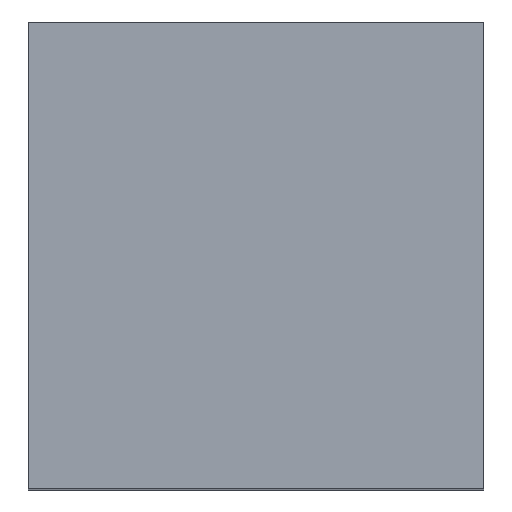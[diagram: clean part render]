
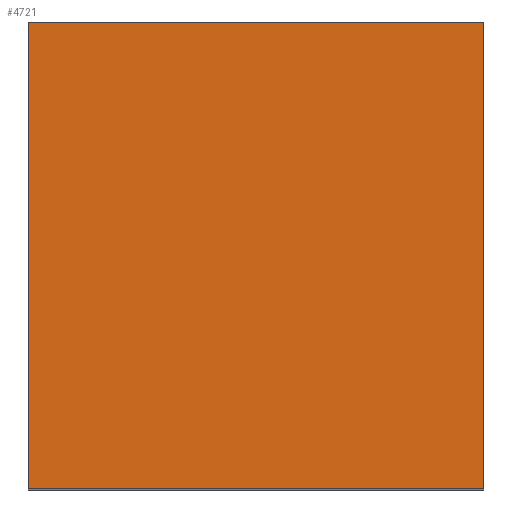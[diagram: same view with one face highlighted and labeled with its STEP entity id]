
A CAD part, top view. The second image highlights one B-rep face of the part: STEP entity #4721.
In plain terms, the highlighted planar face has unit normal (0, 0, 1).
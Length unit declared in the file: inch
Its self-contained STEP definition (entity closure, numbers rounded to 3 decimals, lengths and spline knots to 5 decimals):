
#1823=DIRECTION('',(0.,-1.,0.));
#1824=VECTOR('',#1823,2.5);
#1825=CARTESIAN_POINT('',(0.,0.,3.844));
#1826=LINE('',#1825,#1824);
#1827=DIRECTION('',(-1.,0.,0.));
#1828=VECTOR('',#1827,2.438);
#1829=CARTESIAN_POINT('',(2.438,0.,3.844));
#1830=LINE('',#1829,#1828);
#1831=DIRECTION('',(0.,1.,0.));
#1832=VECTOR('',#1831,2.5);
#1833=CARTESIAN_POINT('',(2.438,-2.5,3.844));
#1834=LINE('',#1833,#1832);
#1835=DIRECTION('',(1.,0.,0.));
#1836=VECTOR('',#1835,2.438);
#1837=CARTESIAN_POINT('',(0.,-2.5,3.844));
#1838=LINE('',#1837,#1836);
#3511=CARTESIAN_POINT('',(0.,0.,3.844));
#3512=CARTESIAN_POINT('',(0.,-2.5,3.844));
#3513=VERTEX_POINT('',#3511);
#3514=VERTEX_POINT('',#3512);
#3515=CARTESIAN_POINT('',(2.438,-2.5,3.844));
#3516=VERTEX_POINT('',#3515);
#3517=CARTESIAN_POINT('',(2.438,0.,3.844));
#3518=VERTEX_POINT('',#3517);
#4709=CARTESIAN_POINT('',(0.,0.,3.844));
#4710=DIRECTION('',(0.,0.,1.));
#4711=DIRECTION('',(1.,0.,0.));
#4712=AXIS2_PLACEMENT_3D('',#4709,#4710,#4711);
#4713=PLANE('',#4712);
#4714=ORIENTED_EDGE('',*,*,#4599,.F.);
#4715=ORIENTED_EDGE('',*,*,#4703,.F.);
#4716=ORIENTED_EDGE('',*,*,#4246,.F.);
#4718=ORIENTED_EDGE('',*,*,#4717,.F.);
#4719=EDGE_LOOP('',(#4714,#4715,#4716,#4718));
#4720=FACE_OUTER_BOUND('',#4719,.F.);
#4721=ADVANCED_FACE('',(#4720),#4713,.T.);
#4246=EDGE_CURVE('',#3516,#3518,#1834,.T.);
#4599=EDGE_CURVE('',#3513,#3514,#1826,.T.);
#4703=EDGE_CURVE('',#3518,#3513,#1830,.T.);
#4717=EDGE_CURVE('',#3514,#3516,#1838,.T.);
